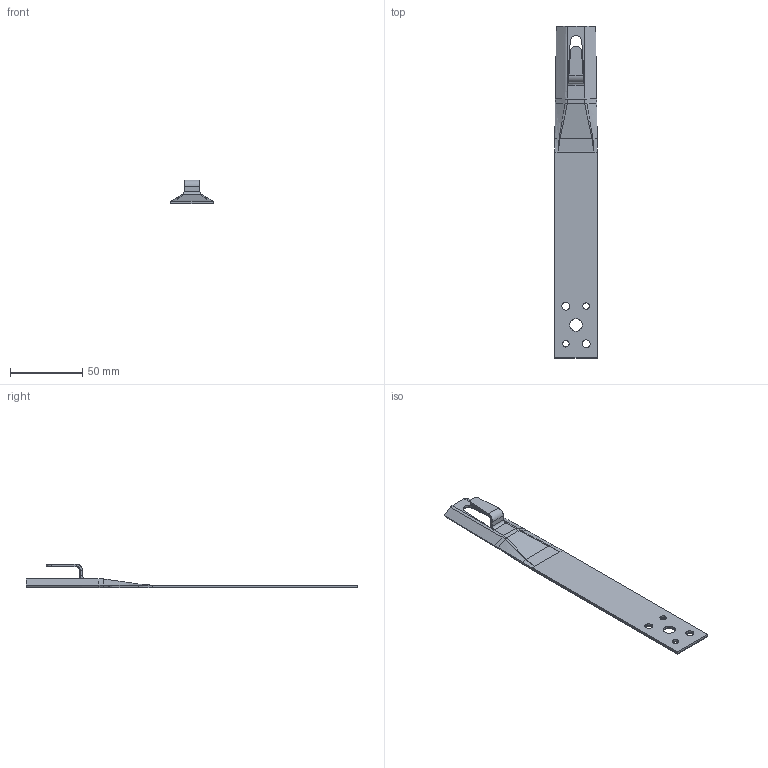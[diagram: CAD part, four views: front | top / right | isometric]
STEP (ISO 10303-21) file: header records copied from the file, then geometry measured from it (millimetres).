
FILE_DESCRIPTION (( 'STEP AP203' ), '1' );
FILE_NAME ('1105 Ïðÿìîé äåðæàòåëü, âûñîòà Í - 15 (ñì), äèàìåòð ïðîâîëîêè - 6 - 8 (ìì).STEP', '2024-03-05T11:17:30', ( '' ), ( '' ), 'SwSTEP 2.0', 'SolidWorks 2022', '' );
FILE_SCHEMA (( 'CONFIG_CONTROL_DESIGN' ));
Length unit declared in the file: millimetre
Products named in the file (4): 1105.001-01 Прямой держатель зажимной; 1105.001 Прямой держатель зажимной; 1105 Прямой держатель, высота Н - 15 (см), диаметр проволоки - 6 - 8 (мм); 1105.001-02 Прямой держатель зажимной
Assembly tree (3 placements, depth 2):
  1105 Прямой держатель, высота Н - 15 (см), диаметр проволоки - 6 - 8 (мм)
    1105.001 Прямой держатель зажимной
    1105.001-01 Прямой держатель зажимной
    1105.001-02 Прямой держатель зажимной
Bounding box: 29.5 x 229 x 16.53 mm (x, y, z)
Volume: 36232.7 mm3; surface area: 43661.5 mm2
Topology: 3 solids, 3 shells, 306 faces, 786 edges, 480 vertices
Faces by surface type: bspline 168, plane 78, cylinder 60
Entity records: 13669 total; most frequent: CARTESIAN_POINT 7383, ORIENTED_EDGE 1560, EDGE_CURVE 780, DIRECTION 672, B_SPLINE_CURVE_WITH_KNOTS 492, VERTEX_POINT 480, EDGE_LOOP 330, FACE_OUTER_BOUND 300
